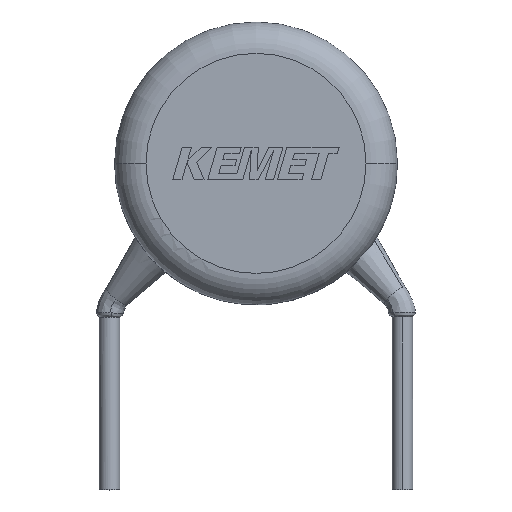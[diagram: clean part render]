
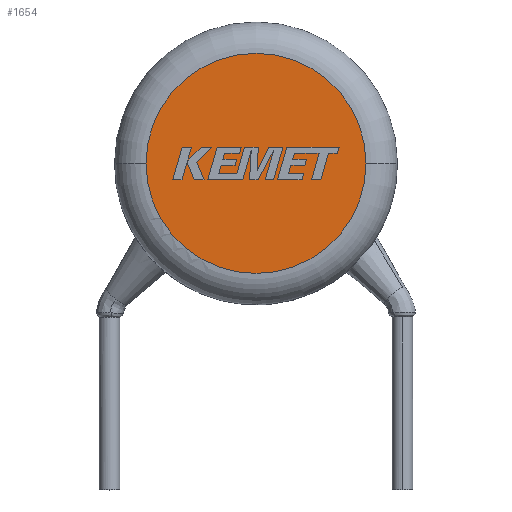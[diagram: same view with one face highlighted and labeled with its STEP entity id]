
A CAD part, top view. The second image highlights one B-rep face of the part: STEP entity #1654.
In plain terms, the highlighted planar face has unit normal (0, 0, 1).
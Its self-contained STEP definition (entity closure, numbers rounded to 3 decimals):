
#334 = CARTESIAN_POINT ( 'NONE',  ( 0., 0., 5.5 ) ) ;
#437 = EDGE_CURVE ( 'NONE', #4115, #1040, #2299, .T. ) ;
#631 = DIRECTION ( 'NONE',  ( 1., 0., 0. ) ) ;
#764 = FACE_OUTER_BOUND ( 'NONE', #3567, .T. ) ;
#853 = EDGE_CURVE ( 'NONE', #1040, #4115, #3892, .T. ) ;
#860 = CARTESIAN_POINT ( 'NONE',  ( -3.5, 0., 5.5 ) ) ;
#916 = CARTESIAN_POINT ( 'NONE',  ( 0., 0., 5.5 ) ) ;
#945 = AXIS2_PLACEMENT_3D ( 'NONE', #3532, #1222, #4168 ) ;
#1040 = VERTEX_POINT ( 'NONE', #3563 ) ;
#1222 = DIRECTION ( 'NONE',  ( 0., 0., 1. ) ) ;
#1635 = ORIENTED_EDGE ( 'NONE', *, *, #853, .T. ) ;
#1654 = ADVANCED_FACE ( 'NONE', ( #764 ), #2489, .T. ) ;
#2288 = DIRECTION ( 'NONE',  ( 0., 0., 1. ) ) ;
#2299 = CIRCLE ( 'NONE', #2377, 3.5 ) ;
#2377 = AXIS2_PLACEMENT_3D ( 'NONE', #334, #2288, #631 ) ;
#2489 = PLANE ( 'NONE',  #945 ) ;
#2537 = DIRECTION ( 'NONE',  ( 1., 0., 0. ) ) ;
#3512 = DIRECTION ( 'NONE',  ( 0., 0., 1. ) ) ;
#3532 = CARTESIAN_POINT ( 'NONE',  ( 0., 0., 5.5 ) ) ;
#3563 = CARTESIAN_POINT ( 'NONE',  ( 3.5, 0., 5.5 ) ) ;
#3567 = EDGE_LOOP ( 'NONE', ( #1635, #4094 ) ) ;
#3813 = AXIS2_PLACEMENT_3D ( 'NONE', #916, #3512, #2537 ) ;
#3892 = CIRCLE ( 'NONE', #3813, 3.5 ) ;
#4094 = ORIENTED_EDGE ( 'NONE', *, *, #437, .T. ) ;
#4115 = VERTEX_POINT ( 'NONE', #860 ) ;
#4168 = DIRECTION ( 'NONE',  ( 1., 0., 0. ) ) ;
